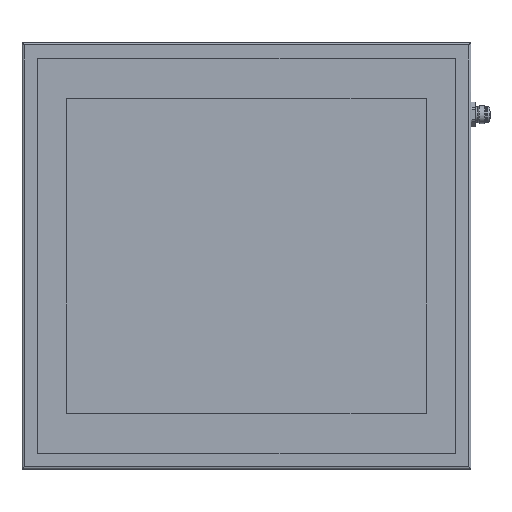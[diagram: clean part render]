
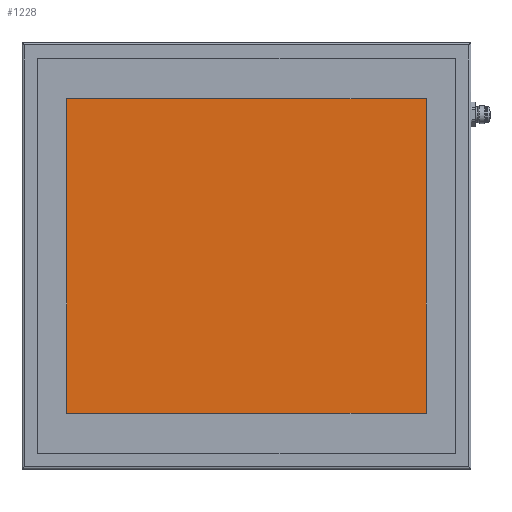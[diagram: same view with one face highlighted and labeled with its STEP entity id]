
A CAD part, top view. The second image highlights one B-rep face of the part: STEP entity #1228.
In plain terms, the highlighted planar face has unit normal (0, 0, 1).
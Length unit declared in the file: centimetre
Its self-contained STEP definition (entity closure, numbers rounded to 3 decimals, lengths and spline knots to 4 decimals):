
#116=PLANE('',#1372);
#189=FACE_OUTER_BOUND('',#317,.T.);
#317=EDGE_LOOP('',(#1006,#1007,#1008,#1009));
#403=LINE('',#2042,#467);
#406=LINE('',#2047,#470);
#408=LINE('',#2051,#472);
#409=LINE('',#2053,#473);
#467=VECTOR('',#1702,16.);
#470=VECTOR('',#1707,14.);
#472=VECTOR('',#1711,16.);
#473=VECTOR('',#1714,14.);
#626=VERTEX_POINT('',#2039);
#627=VERTEX_POINT('',#2041);
#628=VERTEX_POINT('',#2045);
#629=VERTEX_POINT('',#2049);
#755=EDGE_CURVE('',#627,#626,#403,.T.);
#758=EDGE_CURVE('',#626,#628,#406,.T.);
#760=EDGE_CURVE('',#628,#629,#408,.T.);
#761=EDGE_CURVE('',#629,#627,#409,.T.);
#1006=ORIENTED_EDGE('',*,*,#760,.T.);
#1007=ORIENTED_EDGE('',*,*,#761,.T.);
#1008=ORIENTED_EDGE('',*,*,#755,.T.);
#1009=ORIENTED_EDGE('',*,*,#758,.T.);
#1228=ADVANCED_FACE('',(#189),#116,.T.);
#1372=AXIS2_PLACEMENT_3D('',#2054,#1715,#1716);
#1702=DIRECTION('',(1.,0.,0.));
#1707=DIRECTION('',(0.,1.,0.));
#1711=DIRECTION('',(-1.,0.,0.));
#1714=DIRECTION('',(0.,-1.,0.));
#1715=DIRECTION('center_axis',(0.,0.,1.));
#1716=DIRECTION('ref_axis',(0.,-1.,0.));
#2039=CARTESIAN_POINT('',(18.,2.5,1.88));
#2041=CARTESIAN_POINT('',(2.,2.5,1.88));
#2042=CARTESIAN_POINT('',(2.,2.5,1.88));
#2045=CARTESIAN_POINT('',(18.,16.5,1.88));
#2047=CARTESIAN_POINT('',(18.,2.5,1.88));
#2049=CARTESIAN_POINT('',(2.,16.5,1.88));
#2051=CARTESIAN_POINT('',(18.,16.5,1.88));
#2053=CARTESIAN_POINT('',(2.,16.5,1.88));
#2054=CARTESIAN_POINT('Origin',(18.,16.5,1.88));
